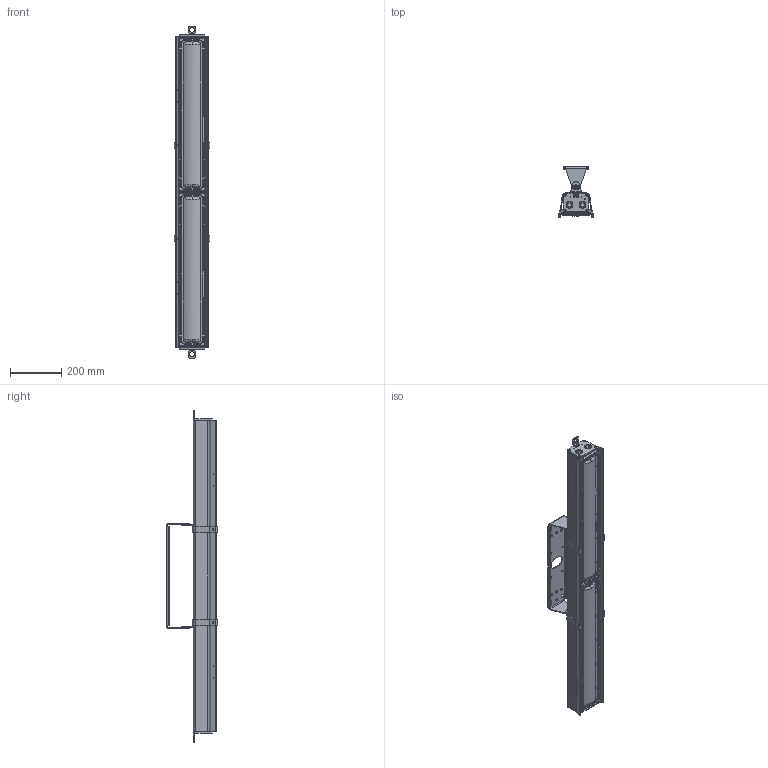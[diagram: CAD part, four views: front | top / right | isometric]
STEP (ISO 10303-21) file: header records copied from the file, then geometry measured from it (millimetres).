
FILE_DESCRIPTION((''),'2;1');
FILE_NAME('E2E_4FT_SWIVEL_BRKT_ASM','2017-07-14T',('leibw'),(''),'PRO/ENGINEER BY PARAMETRIC TECHNOLOGY CORPORATION, 2014000','PRO/ENGINEER BY PARAMETRIC TECHNOLOGY CORPORATION, 2014000','');
FILE_SCHEMA(('CONFIG_CONTROL_DESIGN'));
Length unit declared in the file: inch
Products named in the file (9): 3950HZL002700; 4750HZL000600; 2150HZL000100; 6200860000103; 1800HZC200600; 6000HZL002400; 1800HZL002400; 1800HZL002500; E2E_4FT_SWIVEL_BRKT_ASM
Assembly tree (22 placements, depth 2):
  E2E_4FT_SWIVEL_BRKT_ASM
    3950HZL002700
    4750HZL000600  x2
    2150HZL000100  x2
    6200860000103  x4
    1800HZC200600  x2
    6000HZL002400  x8
    1800HZL002400  x2
    1800HZL002500
Bounding box: 139.28 x 199.24 x 1296.97 mm (x, y, z)
Volume: 3033864.5 mm3; surface area: 1421229.1 mm2
Topology: 22 solids, 22 shells, 2276 faces, 5450 edges, 3342 vertices
Faces by surface type: cylinder 977, plane 641, cone 278, bspline 144, torus 126, sphere 110
Entity records: 39052 total; most frequent: CARTESIAN_POINT 10499, DIRECTION 6260, ORIENTED_EDGE 5680, EDGE_CURVE 2840, AXIS2_PLACEMENT_3D 2485, VERTEX_POINT 1761, EDGE_LOOP 1437, CIRCLE 1355
